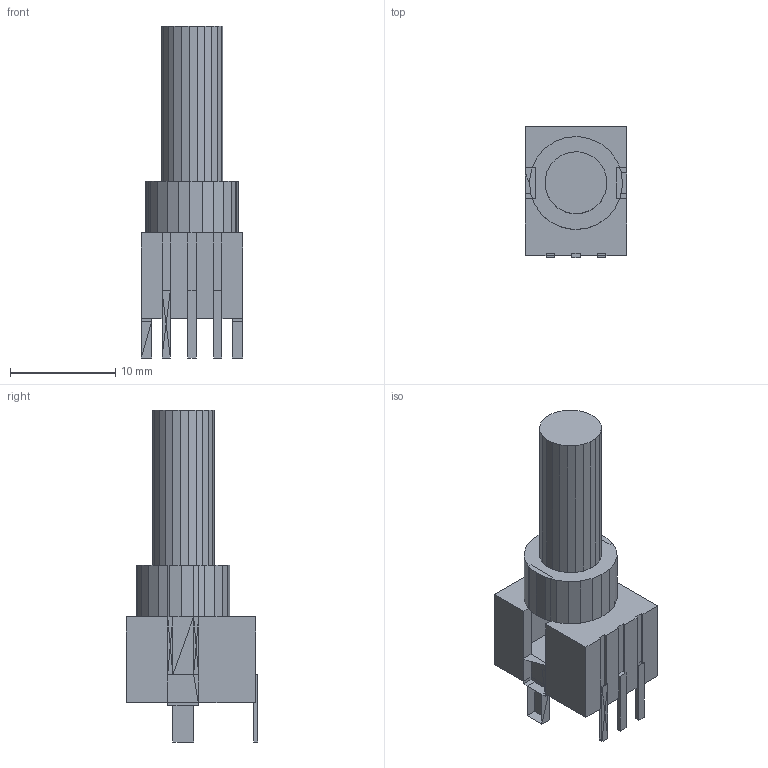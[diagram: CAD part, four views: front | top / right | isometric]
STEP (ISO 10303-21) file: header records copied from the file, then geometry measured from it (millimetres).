
FILE_DESCRIPTION(('FreeCAD Model'),'2;1');
FILE_NAME('RV09AF-40-20K.step','2018-03-21T03:04:18',( 'kicad StepUp'),('ksu MCAD'),'Open CASCADE STEP processor 6.8', 'FreeCAD','Unknown');
FILE_SCHEMA(('AUTOMOTIVE_DESIGN_CC2 { 1 2 10303 214 -1 1 5 4 }'));
Length unit declared in the file: millimetre
Products named in the file (2): ASSEMBLY; Compound002
Assembly tree (1 placements, depth 2):
  ASSEMBLY
    Compound002
Bounding box: 9.65 x 12.5 x 31.59 mm (x, y, z)
Surface area: 1159.5 mm2 (no closed solid volume)
Topology: 0 solids, 2 shells, 157 faces, 454 edges, 265 vertices
Faces by surface type: plane 157
Entity records: 4938 total; most frequent: CARTESIAN_POINT 886, ORIENTED_EDGE 788, DIRECTION 778, EDGE_CURVE 462, LINE 462, VECTOR 462, VERTEX_POINT 266, AXIS2_PLACEMENT_3D 158
